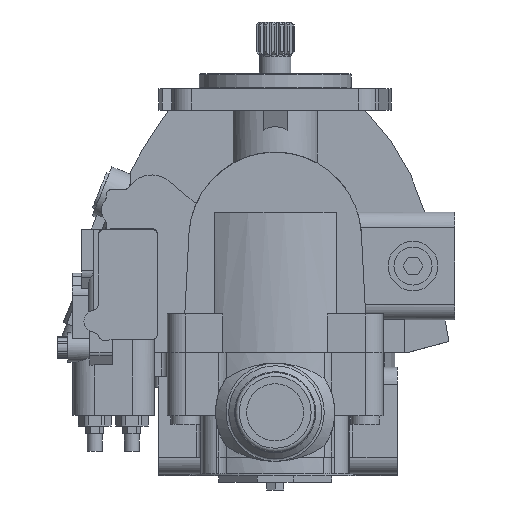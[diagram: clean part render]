
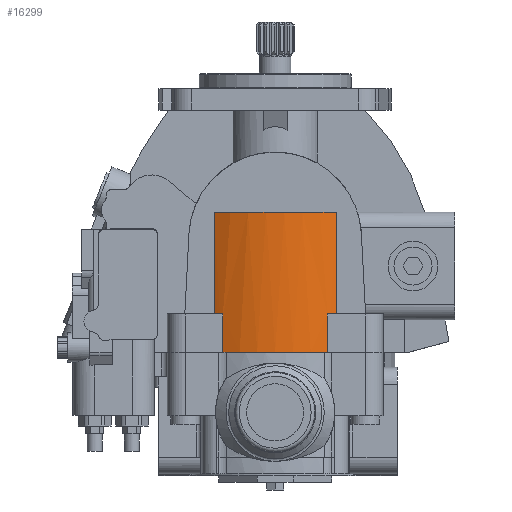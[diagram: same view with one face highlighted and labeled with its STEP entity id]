
A CAD part, left-side view. The second image highlights one B-rep face of the part: STEP entity #16299.
In plain terms, the highlighted cylindrical face has radius 100 mm (diameter 200 mm), a partial arc.
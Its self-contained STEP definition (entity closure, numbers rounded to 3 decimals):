
#700=LINE('',#22993,#1703);
#701=LINE('',#22997,#1704);
#702=LINE('',#23001,#1705);
#703=LINE('',#23005,#1706);
#1703=VECTOR('',#18845,1000.);
#1704=VECTOR('',#18848,1000.);
#1705=VECTOR('',#18851,1000.);
#1706=VECTOR('',#18854,1000.);
#2907=ORIENTED_EDGE('',*,*,#6622,.F.);
#2908=ORIENTED_EDGE('',*,*,#6623,.F.);
#2909=ORIENTED_EDGE('',*,*,#6624,.T.);
#2910=ORIENTED_EDGE('',*,*,#6625,.T.);
#2911=ORIENTED_EDGE('',*,*,#6626,.F.);
#2912=ORIENTED_EDGE('',*,*,#6627,.T.);
#2913=ORIENTED_EDGE('',*,*,#6628,.T.);
#2914=ORIENTED_EDGE('',*,*,#6629,.F.);
#6622=EDGE_CURVE('',#8475,#8476,#9721,.T.);
#6623=EDGE_CURVE('',#8477,#8475,#700,.T.);
#6624=EDGE_CURVE('',#8477,#8478,#9722,.T.);
#6625=EDGE_CURVE('',#8478,#8479,#701,.F.);
#6626=EDGE_CURVE('',#8480,#8479,#9723,.T.);
#6627=EDGE_CURVE('',#8480,#8481,#702,.T.);
#6628=EDGE_CURVE('',#8481,#8482,#9724,.T.);
#6629=EDGE_CURVE('',#8476,#8482,#703,.F.);
#8475=VERTEX_POINT('',#22991);
#8476=VERTEX_POINT('',#22992);
#8477=VERTEX_POINT('',#22994);
#8478=VERTEX_POINT('',#22996);
#8479=VERTEX_POINT('',#22998);
#8480=VERTEX_POINT('',#23000);
#8481=VERTEX_POINT('',#23002);
#8482=VERTEX_POINT('',#23004);
#9721=CIRCLE('',#17176,100.);
#9722=CIRCLE('',#17177,100.);
#9723=CIRCLE('',#17178,100.);
#9724=CIRCLE('',#17179,100.);
#10385=EDGE_LOOP('',(#2907,#2908,#2909,#2910,#2911,#2912,#2913,#2914));
#11428=FACE_BOUND('',#10385,.T.);
#12477=CYLINDRICAL_SURFACE('',#17175,100.);
#16299=ADVANCED_FACE('',(#11428),#12477,.T.);
#17175=AXIS2_PLACEMENT_3D('',#22989,#18841,#18842);
#17176=AXIS2_PLACEMENT_3D('',#22990,#18843,#18844);
#17177=AXIS2_PLACEMENT_3D('',#22995,#18846,#18847);
#17178=AXIS2_PLACEMENT_3D('',#22999,#18849,#18850);
#17179=AXIS2_PLACEMENT_3D('',#23003,#18852,#18853);
#18841=DIRECTION('',(1.,0.,0.));
#18842=DIRECTION('',(0.,0.,-1.));
#18843=DIRECTION('',(1.,0.,0.));
#18844=DIRECTION('',(0.,0.,-1.));
#18845=DIRECTION('',(1.,0.,0.));
#18846=DIRECTION('',(-1.,0.,0.));
#18847=DIRECTION('',(0.,0.,1.));
#18848=DIRECTION('',(1.,0.,0.));
#18849=DIRECTION('',(-1.,0.,0.));
#18850=DIRECTION('',(0.,1.,0.));
#18851=DIRECTION('',(1.,0.,0.));
#18852=DIRECTION('',(-1.,0.,0.));
#18853=DIRECTION('',(0.,0.,1.));
#18854=DIRECTION('',(1.,0.,0.));
#22989=CARTESIAN_POINT('',(-120.,0.,0.));
#22990=CARTESIAN_POINT('',(-3.,0.,0.));
#22991=CARTESIAN_POINT('',(-3.,-90.,43.589));
#22992=CARTESIAN_POINT('',(-3.,-90.,-43.589));
#22993=CARTESIAN_POINT('',(-120.,-90.,43.589));
#22994=CARTESIAN_POINT('',(-35.,-90.,43.589));
#22995=CARTESIAN_POINT('',(-35.,0.,0.));
#22996=CARTESIAN_POINT('',(-35.,-86.,51.029));
#22997=CARTESIAN_POINT('',(-120.,-86.,51.029));
#22998=CARTESIAN_POINT('',(-120.,-86.,51.029));
#22999=CARTESIAN_POINT('',(-120.,0.,0.));
#23000=CARTESIAN_POINT('',(-120.,-86.,-51.029));
#23001=CARTESIAN_POINT('',(-120.,-86.,-51.029));
#23002=CARTESIAN_POINT('',(-35.,-86.,-51.029));
#23003=CARTESIAN_POINT('',(-35.,0.,0.));
#23004=CARTESIAN_POINT('',(-35.,-90.,-43.589));
#23005=CARTESIAN_POINT('',(-120.,-90.,-43.589));
